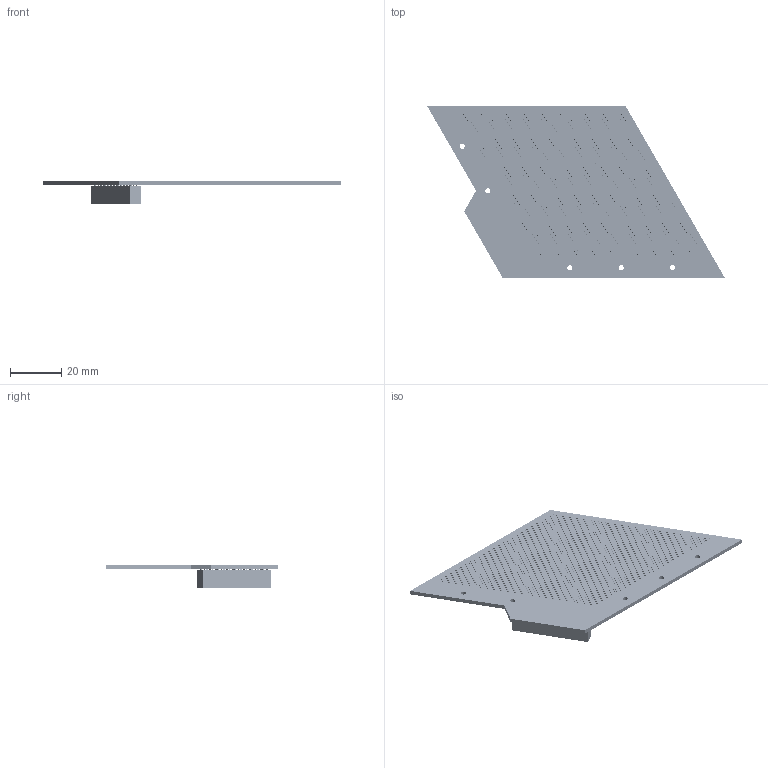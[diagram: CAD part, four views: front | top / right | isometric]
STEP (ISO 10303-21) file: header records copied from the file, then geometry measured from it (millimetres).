
FILE_DESCRIPTION(('KiCad electronic assembly'),'2;1');
FILE_NAME('led_mapper_850_mirrored.step','2025-03-14T17:40:28',('Pcbnew' ),('Kicad'),'Open CASCADE STEP processor 7.8', 'KiCad to STEP converter','Unknown');
FILE_SCHEMA(('AUTOMOTIVE_DESIGN { 1 0 10303 214 1 1 1 1 }'));
Length unit declared in the file: millimetre
Products named in the file (6): led_mapper_850_mirrored 1; LED_0201_0603Metric; PinSocket_2x12_P2.54mm_Vertical_SMD; led_mapper_850_mirrored_PCB
Assembly tree (2120 placements, depth 3):
  led_mapper_850_mirrored 1
    LED_0201_0603Metric  x2116
      LED_0201_0603Metric
    PinSocket_2x12_P2.54mm_Vertical_SMD
      PinSocket_2x12_P2.54mm_Vertical_SMD
    led_mapper_850_mirrored_PCB
Bounding box: 116.05 x 67 x 9.37 mm (x, y, z)
Volume: 9832.4 mm3; surface area: 14527.3 mm2
Topology: 2118 solids, 2118 shells, 51527 faces, 114029 edges, 73134 vertices
Faces by surface type: plane 51450, cylinder 77
Full cylindrical faces by diameter (mm): 2 x5
Entity records: 44723 total; most frequent: DIRECTION 7864, CARTESIAN_POINT 6046, ORIENTED_EDGE 3868, AXIS2_PLACEMENT_3D 3042, PRODUCT_DEFINITION_SHAPE 2126, CONTEXT_DEPENDENT_SHAPE_REPRESENTATION 2120, ITEM_DEFINED_TRANSFORMATION 2120, NEXT_ASSEMBLY_USAGE_OCCURRENCE 2120
